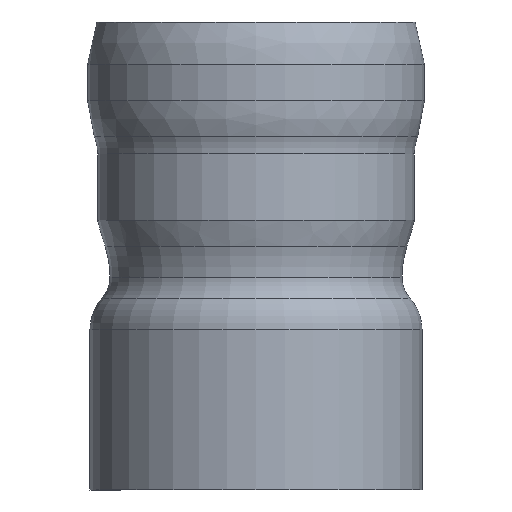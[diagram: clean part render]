
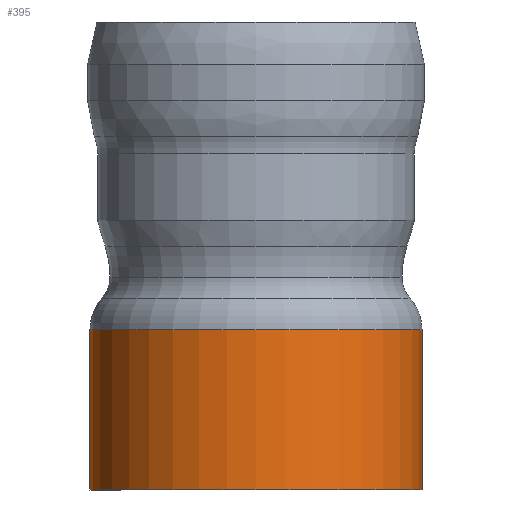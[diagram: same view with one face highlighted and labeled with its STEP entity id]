
A CAD part, front view. The second image highlights one B-rep face of the part: STEP entity #395.
In plain terms, the highlighted cylindrical face has radius 415 mm (diameter 830 mm), a full revolution.
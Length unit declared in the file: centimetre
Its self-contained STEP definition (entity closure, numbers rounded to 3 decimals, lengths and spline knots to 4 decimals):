
#35=CYLINDRICAL_SURFACE('',#466,41.5);
#63=FACE_OUTER_BOUND('',#88,.T.);
#88=EDGE_LOOP('',(#365,#366,#367,#368,#369));
#98=LINE('',#868,#106);
#106=VECTOR('',#616,41.5);
#154=CIRCLE('',#463,41.5);
#155=CIRCLE('',#464,41.5);
#157=CIRCLE('',#467,41.5);
#192=VERTEX_POINT('',#860);
#193=VERTEX_POINT('',#861);
#194=VERTEX_POINT('',#866);
#249=EDGE_CURVE('',#192,#193,#154,.T.);
#250=EDGE_CURVE('',#193,#192,#155,.T.);
#252=EDGE_CURVE('',#194,#194,#157,.T.);
#253=EDGE_CURVE('',#194,#192,#98,.T.);
#365=ORIENTED_EDGE('',*,*,#252,.F.);
#366=ORIENTED_EDGE('',*,*,#253,.T.);
#367=ORIENTED_EDGE('',*,*,#249,.T.);
#368=ORIENTED_EDGE('',*,*,#250,.T.);
#369=ORIENTED_EDGE('',*,*,#253,.F.);
#395=ADVANCED_FACE('',(#63),#35,.T.);
#463=AXIS2_PLACEMENT_3D('',#862,#606,#607);
#464=AXIS2_PLACEMENT_3D('',#863,#608,#609);
#466=AXIS2_PLACEMENT_3D('',#865,#612,#613);
#467=AXIS2_PLACEMENT_3D('',#867,#614,#615);
#606=DIRECTION('center_axis',(0.,0.,
-1.));
#607=DIRECTION('ref_axis',(1.,0.,0.));
#608=DIRECTION('center_axis',(0.,0.,
-1.));
#609=DIRECTION('ref_axis',(1.,0.,0.));
#612=DIRECTION('center_axis',(0.,0.,
-1.));
#613=DIRECTION('ref_axis',(1.,0.,0.));
#614=DIRECTION('center_axis',(0.,0.,
-1.));
#615=DIRECTION('ref_axis',(1.,0.,0.));
#616=DIRECTION('',(0.,0.,1.));
#860=CARTESIAN_POINT('',(-41.5,0.,40.));
#861=CARTESIAN_POINT('',(0.,-41.5,40.));
#862=CARTESIAN_POINT('Origin',(0.,0.,40.));
#863=CARTESIAN_POINT('Origin',(0.,0.,40.));
#865=CARTESIAN_POINT('Origin',(0.,0.,20.));
#866=CARTESIAN_POINT('',(-41.5,0.,0.));
#867=CARTESIAN_POINT('Origin',(0.,0.,0.));
#868=CARTESIAN_POINT('',(-41.5,0.,20.));
